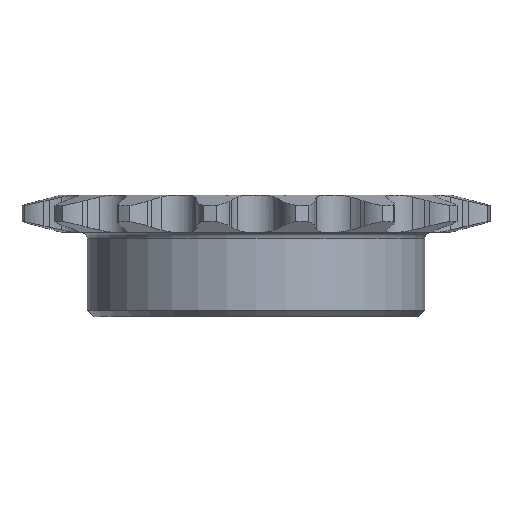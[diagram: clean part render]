
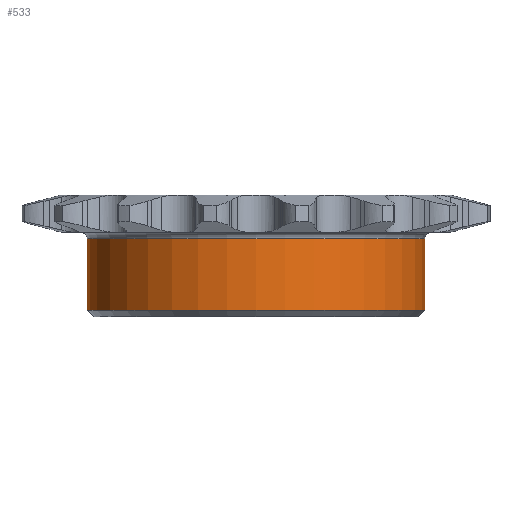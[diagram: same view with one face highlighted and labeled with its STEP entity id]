
A CAD part, front view. The second image highlights one B-rep face of the part: STEP entity #533.
In plain terms, the highlighted cylindrical face has radius 12.7 mm (diameter 25.4 mm), a partial arc.
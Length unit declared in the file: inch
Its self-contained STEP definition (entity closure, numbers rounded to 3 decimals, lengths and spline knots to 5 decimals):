
#70 = EDGE_LOOP ( 'NONE', ( #4153, #3829, #6145, #1427 ) ) ;
#153 = DIRECTION ( 'NONE',  ( 0., 0., -1. ) ) ;
#225 = CARTESIAN_POINT ( 'NONE',  ( 0.5, 0., -0.01969 ) ) ;
#533 = ADVANCED_FACE ( 'NONE', ( #5152 ), #5137, .T. ) ;
#550 = DIRECTION ( 'NONE',  ( 0., 0., 1. ) ) ;
#566 = EDGE_CURVE ( 'NONE', #1449, #1992, #5215, .T. ) ;
#1150 = VERTEX_POINT ( 'NONE', #225 ) ;
#1178 = VECTOR ( 'NONE', #2881, 39.37008 ) ;
#1219 = LINE ( 'NONE', #6319, #1178 ) ;
#1288 = VERTEX_POINT ( 'NONE', #5957 ) ;
#1427 = ORIENTED_EDGE ( 'NONE', *, *, #5733, .T. ) ;
#1449 = VERTEX_POINT ( 'NONE', #4642 ) ;
#1517 = CIRCLE ( 'NONE', #3303, 0.5 ) ;
#1613 = CARTESIAN_POINT ( 'NONE',  ( 0.5, 0., -0.23156 ) ) ;
#1992 = VERTEX_POINT ( 'NONE', #1613 ) ;
#2163 = VECTOR ( 'NONE', #550, 39.37008 ) ;
#2209 = LINE ( 'NONE', #5142, #2163 ) ;
#2867 = CARTESIAN_POINT ( 'NONE',  ( 0., 0., -0.01969 ) ) ;
#2881 = DIRECTION ( 'NONE',  ( 0., 0., 1. ) ) ;
#3303 = AXIS2_PLACEMENT_3D ( 'NONE', #2867, #153, #3404 ) ;
#3404 = DIRECTION ( 'NONE',  ( 1., 0., 0. ) ) ;
#3829 = ORIENTED_EDGE ( 'NONE', *, *, #566, .T. ) ;
#4153 = ORIENTED_EDGE ( 'NONE', *, *, #6157, .F. ) ;
#4642 = CARTESIAN_POINT ( 'NONE',  ( -0.5, 0., -0.23156 ) ) ;
#4869 = EDGE_CURVE ( 'NONE', #1992, #1150, #2209, .T. ) ;
#5137 = CYLINDRICAL_SURFACE ( 'NONE', #6180, 0.5 ) ;
#5142 = CARTESIAN_POINT ( 'NONE',  ( 0.5, 0., -0.25125 ) ) ;
#5152 = FACE_OUTER_BOUND ( 'NONE', #70, .T. ) ;
#5215 = CIRCLE ( 'NONE', #6301, 0.5 ) ;
#5466 = DIRECTION ( 'NONE',  ( -1., 0., 0. ) ) ;
#5497 = DIRECTION ( 'NONE',  ( 0., 0., 1. ) ) ;
#5578 = CARTESIAN_POINT ( 'NONE',  ( 0., 0., -0.23156 ) ) ;
#5733 = EDGE_CURVE ( 'NONE', #1150, #1288, #1517, .T. ) ;
#5957 = CARTESIAN_POINT ( 'NONE',  ( -0.5, 0., -0.01969 ) ) ;
#5971 = DIRECTION ( 'NONE',  ( 1., 0., 0. ) ) ;
#6034 = CARTESIAN_POINT ( 'NONE',  ( 0., 0., -0.25125 ) ) ;
#6061 = DIRECTION ( 'NONE',  ( 0., 0., 1. ) ) ;
#6145 = ORIENTED_EDGE ( 'NONE', *, *, #4869, .T. ) ;
#6157 = EDGE_CURVE ( 'NONE', #1449, #1288, #1219, .T. ) ;
#6180 = AXIS2_PLACEMENT_3D ( 'NONE', #6034, #6061, #5971 ) ;
#6301 = AXIS2_PLACEMENT_3D ( 'NONE', #5578, #5497, #5466 ) ;
#6319 = CARTESIAN_POINT ( 'NONE',  ( -0.5, 0., -0.25125 ) ) ;
